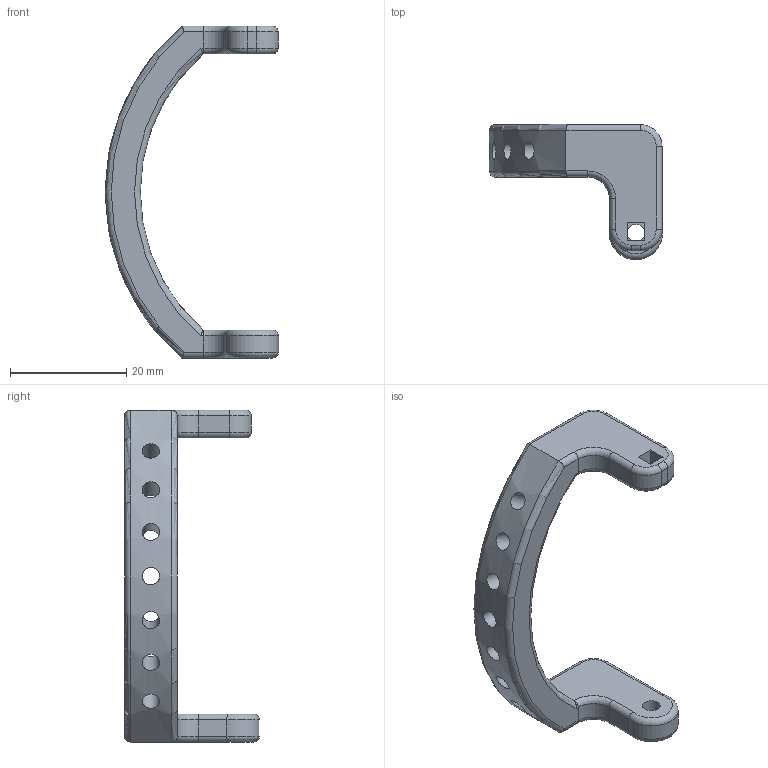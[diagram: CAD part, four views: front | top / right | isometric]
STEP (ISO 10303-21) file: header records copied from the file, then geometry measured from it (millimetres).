
FILE_DESCRIPTION(/* description */ (''),/* implementation_level */ '2;1');
FILE_NAME(/* name */ '2.9 Hindfoot Yaw Link.stp',/* time_stamp */ '2023-04-13T12:04:02+06:00',/* author */ ('shailesh suthar'),/* organization */ (''),/* preprocessor_version */ 'ST-DEVELOPER v18.1',/* originating_system */ 'Autodesk Inventor 2022',/* authorisation */ '');
FILE_SCHEMA (('AUTOMOTIVE_DESIGN { 1 0 10303 214 3 1 1 }'));
Length unit declared in the file: millimetre
Products named in the file (1): YAW LINK
Bounding box: 29.76 x 23.14 x 57.05 mm (x, y, z)
Volume: 5091.7 mm3; surface area: 3490.8 mm2
Topology: 1 solids, 1 shells, 68 faces, 176 edges, 110 vertices
Faces by surface type: cylinder 35, torus 18, plane 15
Full cylindrical faces by diameter (mm): 3 x8
Entity records: 2693 total; most frequent: CARTESIAN_POINT 983, ORIENTED_EDGE 352, DIRECTION 336, EDGE_CURVE 176, AXIS2_PLACEMENT_3D 131, VERTEX_POINT 110, EDGE_LOOP 86, LINE 74
